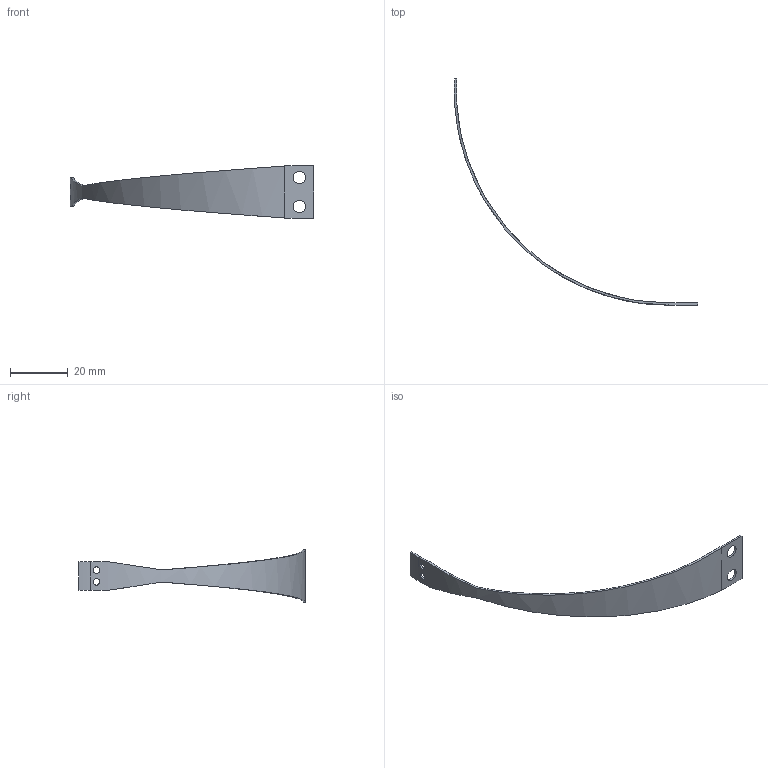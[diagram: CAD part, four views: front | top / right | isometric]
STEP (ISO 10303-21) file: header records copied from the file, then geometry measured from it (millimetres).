
FILE_DESCRIPTION (( 'STEP AP203' ), '1' );
FILE_NAME ('D080761-v3_aLIGO_SUS_HSTS_Lower Blade.STEP', '2010-07-29T15:16:57', ( ' ' ), ( ' ' ), 'SwSTEP 2.0', 'SolidWorks 2010', '' );
FILE_SCHEMA (( 'CONFIG_CONTROL_DESIGN' ));
Length unit declared in the file: inch
Products named in the file (1): D080761-v3_aLIGO_SUS_HSTS_Lower Blade
Bounding box: 84.16 x 78.3 x 18 mm (x, y, z)
Volume: 1054.9 mm3; surface area: 3026.7 mm2
Topology: 1 solids, 1 shells, 24 faces, 62 edges, 40 vertices
Faces by surface type: bspline 8, cylinder 8, plane 8
Entity records: 1573 total; most frequent: CARTESIAN_POINT 951, ORIENTED_EDGE 124, DIRECTION 86, EDGE_CURVE 62, VERTEX_POINT 40, AXIS2_PLACEMENT_3D 33, EDGE_LOOP 32, B_SPLINE_CURVE_WITH_KNOTS 26
